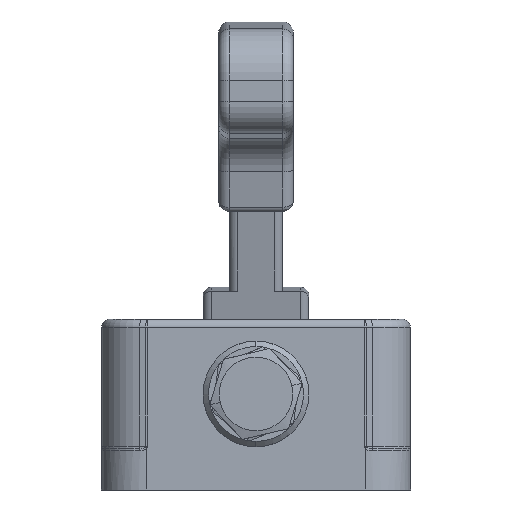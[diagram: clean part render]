
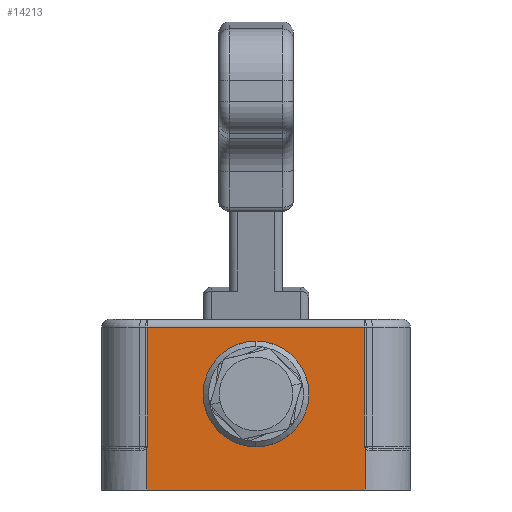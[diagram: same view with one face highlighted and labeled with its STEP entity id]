
A CAD part, left-side view. The second image highlights one B-rep face of the part: STEP entity #14213.
In plain terms, the highlighted planar face has unit normal (-1, 0, 0).
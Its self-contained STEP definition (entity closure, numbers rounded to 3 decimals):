
#420 = LINE ( 'NONE', #16544, #41738 ) ;
#618 = EDGE_CURVE ( 'NONE', #25808, #39050, #27502, .T. ) ;
#1560 = CARTESIAN_POINT ( 'NONE',  ( -83.086, -20.346, 6.2 ) ) ;
#2200 = CARTESIAN_POINT ( 'NONE',  ( -83.086, -20.5, -2. ) ) ;
#2217 = DIRECTION ( 'NONE',  ( 0., 1., 0. ) ) ;
#2328 = ORIENTED_EDGE ( 'NONE', *, *, #23945, .F. ) ;
#2685 = DIRECTION ( 'NONE',  ( 0., 0., 1. ) ) ;
#2743 = FACE_OUTER_BOUND ( 'NONE', #19449, .T. ) ;
#3327 = VERTEX_POINT ( 'NONE', #26879 ) ;
#3703 = VERTEX_POINT ( 'NONE', #50396 ) ;
#3811 = AXIS2_PLACEMENT_3D ( 'NONE', #43112, #19184, #47141 ) ;
#4946 = ORIENTED_EDGE ( 'NONE', *, *, #6090, .T. ) ;
#5737 = VERTEX_POINT ( 'NONE', #35090 ) ;
#6090 = EDGE_CURVE ( 'NONE', #5737, #3703, #420, .T. ) ;
#6701 = CARTESIAN_POINT ( 'NONE',  ( -83.086, -20.346, 30. ) ) ;
#8695 = CARTESIAN_POINT ( 'NONE',  ( -83.086, 0., 25.9 ) ) ;
#8780 = AXIS2_PLACEMENT_3D ( 'NONE', #41406, #45447, #21513 ) ;
#8944 = LINE ( 'NONE', #6701, #39646 ) ;
#9276 = VECTOR ( 'NONE', #31847, 1000. ) ;
#9391 = DIRECTION ( 'NONE',  ( -1., 0., 0. ) ) ;
#10549 = LINE ( 'NONE', #11749, #9276 ) ;
#10769 = ORIENTED_EDGE ( 'NONE', *, *, #26371, .T. ) ;
#11547 = ORIENTED_EDGE ( 'NONE', *, *, #15785, .F. ) ;
#11749 = CARTESIAN_POINT ( 'NONE',  ( -83.086, -20.5, 30. ) ) ;
#12120 = FACE_BOUND ( 'NONE', #14093, .T. ) ;
#12505 = CARTESIAN_POINT ( 'NONE',  ( -83.086, 20.346, 6.2 ) ) ;
#13517 = CARTESIAN_POINT ( 'NONE',  ( -83.086, 20.346, 28.5 ) ) ;
#14093 = EDGE_LOOP ( 'NONE', ( #11547, #38343 ) ) ;
#14213 = ADVANCED_FACE ( 'NONE', ( #12120, #2743 ), #19397, .F. ) ;
#14837 = EDGE_CURVE ( 'NONE', #39050, #44552, #8944, .T. ) ;
#15119 = ORIENTED_EDGE ( 'NONE', *, *, #20549, .F. ) ;
#15286 = ORIENTED_EDGE ( 'NONE', *, *, #31011, .T. ) ;
#15785 = EDGE_CURVE ( 'NONE', #49451, #3327, #45924, .T. ) ;
#15959 = DIRECTION ( 'NONE',  ( 0., 1., 0. ) ) ;
#15993 = EDGE_CURVE ( 'NONE', #3327, #49451, #38408, .T. ) ;
#16148 = CARTESIAN_POINT ( 'NONE',  ( -83.086, -20.5, 5.767 ) ) ;
#16544 = CARTESIAN_POINT ( 'NONE',  ( -83.086, 20.5, 30. ) ) ;
#19184 = DIRECTION ( 'NONE',  ( -1., 0., 0. ) ) ;
#19397 = PLANE ( 'NONE',  #8780 ) ;
#19449 = EDGE_LOOP ( 'NONE', ( #2328, #15119, #21090, #26612, #15286, #10769, #31329, #4946 ) ) ;
#20468 = LINE ( 'NONE', #43951, #49876 ) ;
#20549 = EDGE_CURVE ( 'NONE', #25808, #41026, #10549, .T. ) ;
#21090 = ORIENTED_EDGE ( 'NONE', *, *, #618, .T. ) ;
#21513 = DIRECTION ( 'NONE',  ( 0., 0., -1. ) ) ;
#23302 = LINE ( 'NONE', #34359, #33923 ) ;
#23945 = EDGE_CURVE ( 'NONE', #41026, #3703, #27203, .T. ) ;
#24621 = CARTESIAN_POINT ( 'NONE',  ( -83.086, 20.5, 5.767 ) ) ;
#25532 = DIRECTION ( 'NONE',  ( 0., 0., -1. ) ) ;
#25782 =( BOUNDED_CURVE ( )  B_SPLINE_CURVE ( 3, ( #12505, #36495, #48535, #24621 ),
 .UNSPECIFIED., .F., .F. ) 
 B_SPLINE_CURVE_WITH_KNOTS ( ( 4, 4 ),
 ( 0., 0.109 ),
 .UNSPECIFIED. ) 
 CURVE ( )  GEOMETRIC_REPRESENTATION_ITEM ( )  RATIONAL_B_SPLINE_CURVE ( ( 1., 0.999, 0.999, 1. ) ) 
 REPRESENTATION_ITEM ( '' )  );
#25808 = VERTEX_POINT ( 'NONE', #35278 ) ;
#26325 = AXIS2_PLACEMENT_3D ( 'NONE', #33357, #9391, #37387 ) ;
#26371 = EDGE_CURVE ( 'NONE', #37623, #34221, #23302, .T. ) ;
#26612 = ORIENTED_EDGE ( 'NONE', *, *, #14837, .T. ) ;
#26879 = CARTESIAN_POINT ( 'NONE',  ( -83.086, 0., 6.1 ) ) ;
#26956 = CARTESIAN_POINT ( 'NONE',  ( -83.086, -20.397, 5.911 ) ) ;
#27203 = LINE ( 'NONE', #46119, #45954 ) ;
#27496 = CARTESIAN_POINT ( 'NONE',  ( -83.086, -20.346, 6.2 ) ) ;
#27502 =( BOUNDED_CURVE ( )  B_SPLINE_CURVE ( 3, ( #16148, #26956, #34653, #27496 ),
 .UNSPECIFIED., .F., .T. ) 
 B_SPLINE_CURVE_WITH_KNOTS ( ( 4, 4 ),
 ( 6.175, 6.283 ),
 .UNSPECIFIED. ) 
 CURVE ( )  GEOMETRIC_REPRESENTATION_ITEM ( )  RATIONAL_B_SPLINE_CURVE ( ( 1., 0.999, 0.999, 1. ) ) 
 REPRESENTATION_ITEM ( '' )  );
#28269 = CARTESIAN_POINT ( 'NONE',  ( -83.086, -20.346, 28.5 ) ) ;
#31011 = EDGE_CURVE ( 'NONE', #44552, #37623, #20468, .T. ) ;
#31329 = ORIENTED_EDGE ( 'NONE', *, *, #42489, .T. ) ;
#31847 = DIRECTION ( 'NONE',  ( 0., 0., -1. ) ) ;
#33357 = CARTESIAN_POINT ( 'NONE',  ( -83.086, 0., 16. ) ) ;
#33923 = VECTOR ( 'NONE', #34185, 1000. ) ;
#34185 = DIRECTION ( 'NONE',  ( 0., 0., -1. ) ) ;
#34221 = VERTEX_POINT ( 'NONE', #49424 ) ;
#34359 = CARTESIAN_POINT ( 'NONE',  ( -83.086, 20.346, 30. ) ) ;
#34653 = CARTESIAN_POINT ( 'NONE',  ( -83.086, -20.346, 6.055 ) ) ;
#35090 = CARTESIAN_POINT ( 'NONE',  ( -83.086, 20.5, 5.767 ) ) ;
#35278 = CARTESIAN_POINT ( 'NONE',  ( -83.086, -20.5, 5.767 ) ) ;
#36495 = CARTESIAN_POINT ( 'NONE',  ( -83.086, 20.346, 6.055 ) ) ;
#37387 = DIRECTION ( 'NONE',  ( 0., 0., 1. ) ) ;
#37623 = VERTEX_POINT ( 'NONE', #13517 ) ;
#38343 = ORIENTED_EDGE ( 'NONE', *, *, #15993, .F. ) ;
#38408 = CIRCLE ( 'NONE', #3811, 9.9 ) ;
#39050 = VERTEX_POINT ( 'NONE', #1560 ) ;
#39646 = VECTOR ( 'NONE', #2685, 1000. ) ;
#41026 = VERTEX_POINT ( 'NONE', #2200 ) ;
#41406 = CARTESIAN_POINT ( 'NONE',  ( -83.086, 20.5, 30. ) ) ;
#41738 = VECTOR ( 'NONE', #25532, 1000. ) ;
#42489 = EDGE_CURVE ( 'NONE', #34221, #5737, #25782, .T. ) ;
#43112 = CARTESIAN_POINT ( 'NONE',  ( -83.086, 0., 16. ) ) ;
#43951 = CARTESIAN_POINT ( 'NONE',  ( -83.086, 20.346, 28.5 ) ) ;
#44552 = VERTEX_POINT ( 'NONE', #28269 ) ;
#45447 = DIRECTION ( 'NONE',  ( 1., 0., 0. ) ) ;
#45924 = CIRCLE ( 'NONE', #26325, 9.9 ) ;
#45954 = VECTOR ( 'NONE', #2217, 1000. ) ;
#46119 = CARTESIAN_POINT ( 'NONE',  ( -83.086, 20.5, -2. ) ) ;
#47141 = DIRECTION ( 'NONE',  ( 0., 0., 1. ) ) ;
#48535 = CARTESIAN_POINT ( 'NONE',  ( -83.086, 20.397, 5.911 ) ) ;
#49424 = CARTESIAN_POINT ( 'NONE',  ( -83.086, 20.346, 6.2 ) ) ;
#49451 = VERTEX_POINT ( 'NONE', #8695 ) ;
#49876 = VECTOR ( 'NONE', #15959, 1000. ) ;
#50396 = CARTESIAN_POINT ( 'NONE',  ( -83.086, 20.5, -2. ) ) ;
